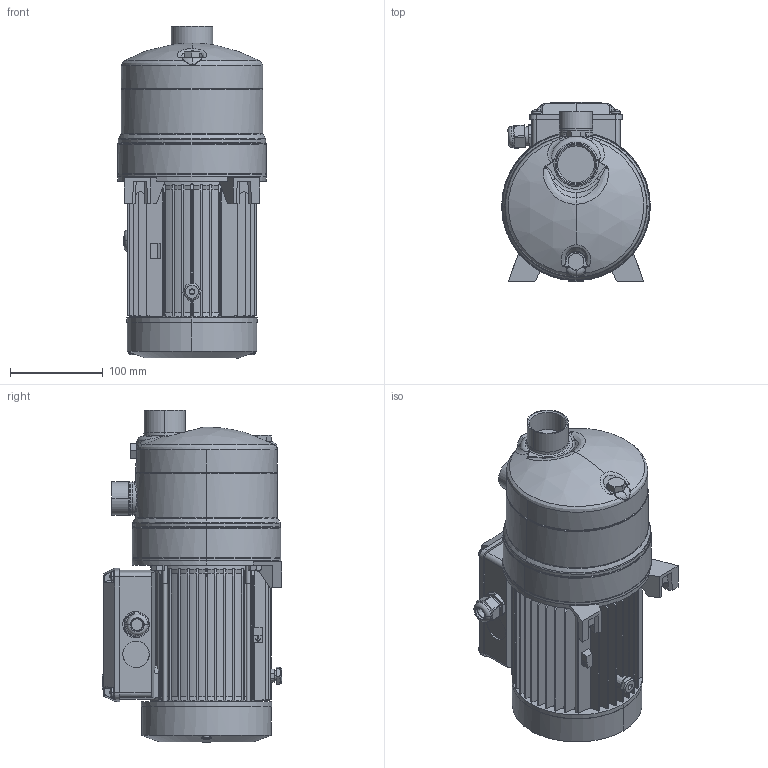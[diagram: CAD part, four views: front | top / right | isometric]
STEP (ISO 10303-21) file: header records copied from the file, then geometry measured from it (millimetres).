
FILE_DESCRIPTION (( 'STEP AP214' ), '1' );
FILE_NAME ('4_93_489_37_REV00.step', '2020-10-13T13:43:51', ( '' ), ( '' ), 'SwSTEP 2.0', 'SolidWorks 2019', '' );
FILE_SCHEMA (( 'AUTOMOTIVE_DESIGN' ));
Length unit declared in the file: millimetre
Products named in the file (1): 4_93_489_37_REV00
Bounding box: 160.52 x 193.2 x 358 mm (x, y, z)
Volume: 5846372.1 mm3; surface area: 399599.6 mm2
Topology: 4 solids, 4 shells, 2236 faces, 6277 edges, 4129 vertices
Faces by surface type: bspline 1128, plane 669, cylinder 207, cone 207, sphere 14, torus 11
Entity records: 82619 total; most frequent: CARTESIAN_POINT 31075, ORIENTED_EDGE 12530, DIRECTION 7488, EDGE_CURVE 6265, VERTEX_POINT 4129, LINE 3866, VECTOR 3866, EDGE_LOOP 2338
